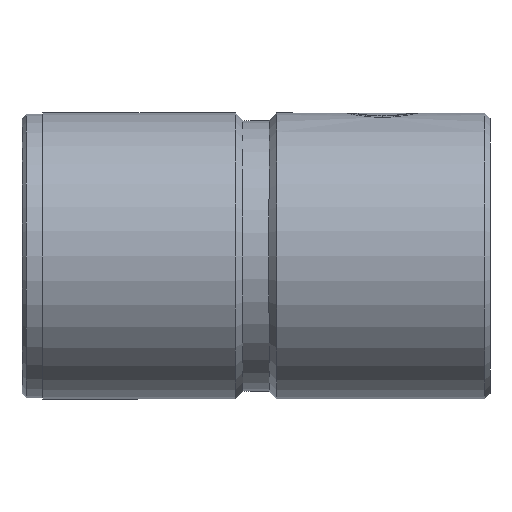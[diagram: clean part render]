
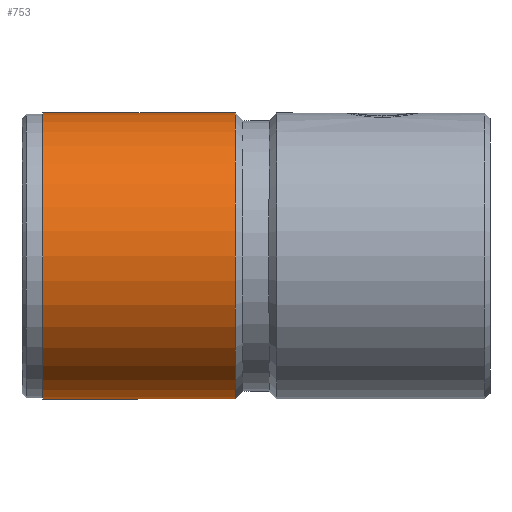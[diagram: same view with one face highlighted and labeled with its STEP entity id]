
A CAD part, left-side view. The second image highlights one B-rep face of the part: STEP entity #753.
In plain terms, the highlighted cylindrical face has radius 27.5 mm (diameter 55 mm), a partial arc.
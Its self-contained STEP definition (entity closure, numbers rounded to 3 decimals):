
#8 = DIRECTION ( 'NONE',  ( 0., 0., -1. ) ) ;
#60 = DIRECTION ( 'NONE',  ( 0., -1., 0. ) ) ;
#133 = LINE ( 'NONE', #1726, #501 ) ;
#143 = VERTEX_POINT ( 'NONE', #151 ) ;
#151 = CARTESIAN_POINT ( 'NONE',  ( 0., 86., 27.5 ) ) ;
#259 = VECTOR ( 'NONE', #60, 1000. ) ;
#275 = DIRECTION ( 'NONE',  ( 0., -1., 0. ) ) ;
#279 = CARTESIAN_POINT ( 'NONE',  ( 0., 0., 0. ) ) ;
#394 = CIRCLE ( 'NONE', #1291, 27.5 ) ;
#447 = CIRCLE ( 'NONE', #1652, 27.5 ) ;
#497 = EDGE_CURVE ( 'NONE', #693, #1539, #1667, .T. ) ;
#501 = VECTOR ( 'NONE', #771, 1000. ) ;
#582 = ORIENTED_EDGE ( 'NONE', *, *, #1460, .F. ) ;
#617 = VERTEX_POINT ( 'NONE', #1277 ) ;
#693 = VERTEX_POINT ( 'NONE', #832 ) ;
#703 = CYLINDRICAL_SURFACE ( 'NONE', #1027, 27.5 ) ;
#733 = EDGE_CURVE ( 'NONE', #143, #693, #394, .T. ) ;
#753 = ADVANCED_FACE ( 'NONE', ( #1721 ), #703, .T. ) ;
#771 = DIRECTION ( 'NONE',  ( 0., -1., 0. ) ) ;
#775 = DIRECTION ( 'NONE',  ( 0., -1., 0. ) ) ;
#803 = ORIENTED_EDGE ( 'NONE', *, *, #1094, .F. ) ;
#817 = DIRECTION ( 'NONE',  ( 0., -1., 0. ) ) ;
#822 = ORIENTED_EDGE ( 'NONE', *, *, #497, .T. ) ;
#832 = CARTESIAN_POINT ( 'NONE',  ( 0., 86., -27.5 ) ) ;
#875 = EDGE_LOOP ( 'NONE', ( #582, #1211, #822, #803 ) ) ;
#1001 = CARTESIAN_POINT ( 'NONE',  ( 0., 0., -27.5 ) ) ;
#1027 = AXIS2_PLACEMENT_3D ( 'NONE', #279, #275, #1099 ) ;
#1094 = EDGE_CURVE ( 'NONE', #617, #1539, #447, .T. ) ;
#1099 = DIRECTION ( 'NONE',  ( 0., 0., -1. ) ) ;
#1211 = ORIENTED_EDGE ( 'NONE', *, *, #733, .T. ) ;
#1215 = CARTESIAN_POINT ( 'NONE',  ( 0., 49., -27.5 ) ) ;
#1277 = CARTESIAN_POINT ( 'NONE',  ( 0., 49., 27.5 ) ) ;
#1291 = AXIS2_PLACEMENT_3D ( 'NONE', #1637, #817, #8 ) ;
#1460 = EDGE_CURVE ( 'NONE', #143, #617, #133, .T. ) ;
#1539 = VERTEX_POINT ( 'NONE', #1215 ) ;
#1595 = CARTESIAN_POINT ( 'NONE',  ( 0., 49., 0. ) ) ;
#1637 = CARTESIAN_POINT ( 'NONE',  ( 0., 86., 0. ) ) ;
#1652 = AXIS2_PLACEMENT_3D ( 'NONE', #1595, #775, #1729 ) ;
#1667 = LINE ( 'NONE', #1001, #259 ) ;
#1721 = FACE_OUTER_BOUND ( 'NONE', #875, .T. ) ;
#1726 = CARTESIAN_POINT ( 'NONE',  ( 0., 0., 27.5 ) ) ;
#1729 = DIRECTION ( 'NONE',  ( 0., 0., -1. ) ) ;
